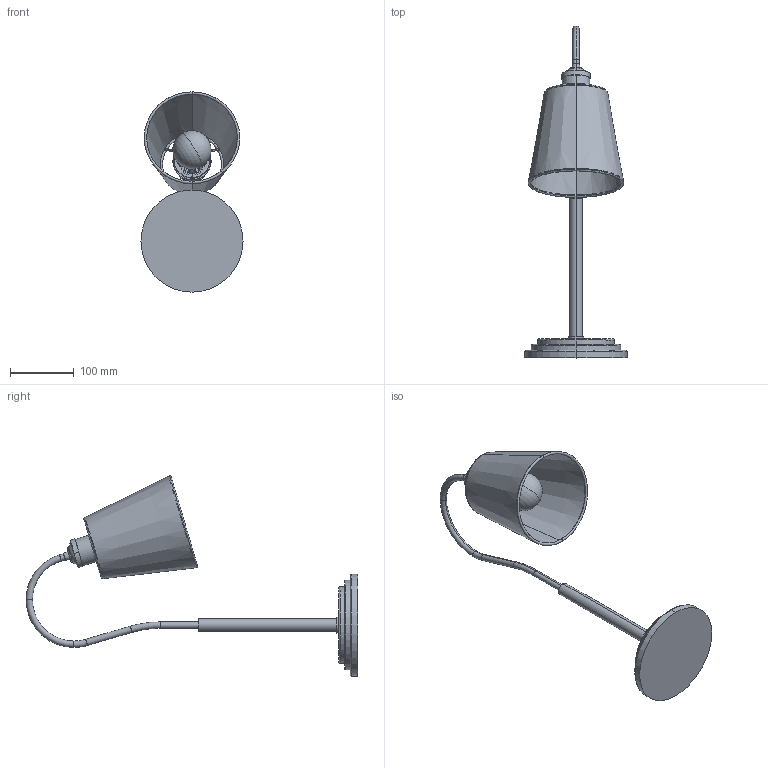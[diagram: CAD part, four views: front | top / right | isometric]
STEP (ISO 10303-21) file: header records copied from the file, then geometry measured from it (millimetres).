
FILE_DESCRIPTION (( 'STEP AP203' ), '1' );
FILE_NAME ('CK 6 TL._exported.step', '2025-02-09T07:16:35', ( '' ), ( '' ), 'SwSTEP 2.0', 'SolidWorks 2023', '' );
FILE_SCHEMA (( 'CONFIG_CONTROL_DESIGN' ));
Length unit declared in the file: millimetre
Products named in the file (1): CK 6 TL._exported
Bounding box: 160 x 520 x 313.85 mm (x, y, z)
Surface area: 224398.4 mm2 (no closed solid volume)
Topology: 0 solids, 11 shells, 114 faces, 255 edges, 154 vertices
Faces by surface type: torus 52, cylinder 40, plane 14, cone 6, sphere 2
Entity records: 3253 total; most frequent: DIRECTION 684, CARTESIAN_POINT 516, ORIENTED_EDGE 464, AXIS2_PLACEMENT_3D 319, EDGE_CURVE 250, CIRCLE 204, VERTEX_POINT 151, EDGE_LOOP 127
